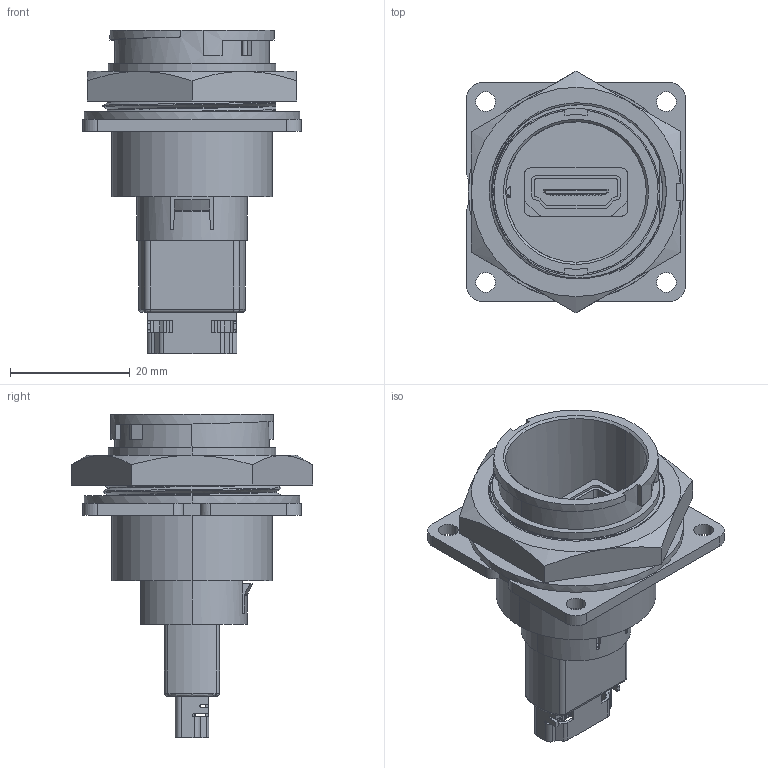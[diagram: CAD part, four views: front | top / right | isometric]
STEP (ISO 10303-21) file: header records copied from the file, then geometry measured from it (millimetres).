
FILE_DESCRIPTION (( 'STEP AP203' ), '1' );
FILE_NAME ('DCP-HDMIB-F.STEP', '2014-03-26T15:37:20', ( '' ), ( '' ), 'SwSTEP 2.0', 'SolidWorks 2014', '' );
FILE_SCHEMA (( 'CONFIG_CONTROL_DESIGN' ));
Length unit declared in the file: inch
Products named in the file (1): DCP-HDMIB-F
Bounding box: 36.53 x 40.33 x 54.05 mm (x, y, z)
Volume: 16192.4 mm3; surface area: 12378.3 mm2
Topology: 2 solids, 6 shells, 808 faces, 2227 edges, 1441 vertices
Faces by surface type: plane 601, cylinder 169, bspline 27, cone 11
Entity records: 31498 total; most frequent: CARTESIAN_POINT 11101, ORIENTED_EDGE 4450, DIRECTION 3983, EDGE_CURVE 2225, VECTOR 1687, LINE 1687, VERTEX_POINT 1441, AXIS2_PLACEMENT_3D 1148
